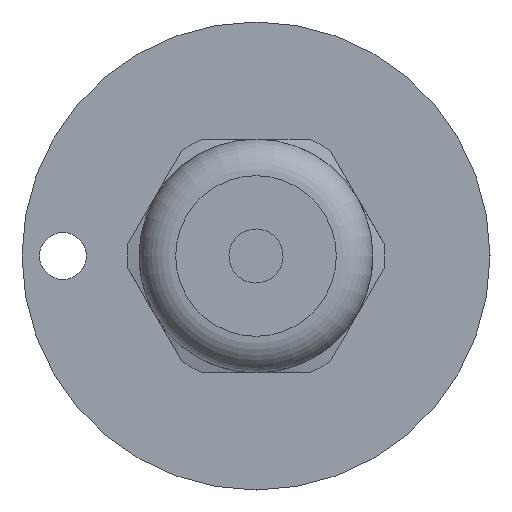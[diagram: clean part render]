
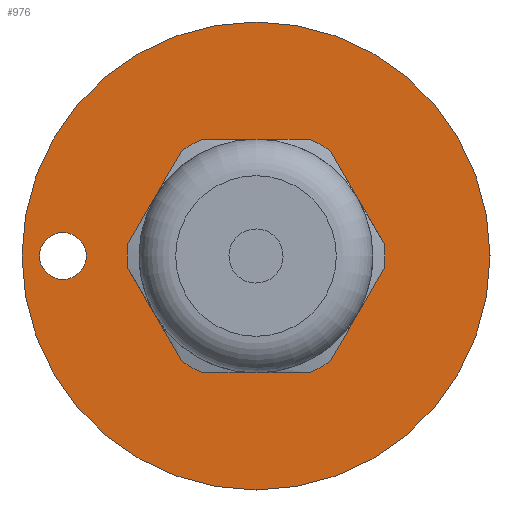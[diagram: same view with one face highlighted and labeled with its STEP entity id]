
A CAD part, left-side view. The second image highlights one B-rep face of the part: STEP entity #976.
In plain terms, the highlighted planar face has unit normal (-1, 0, 0).
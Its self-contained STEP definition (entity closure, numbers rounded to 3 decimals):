
#332 = EDGE_CURVE ( 'NONE', #1030, #1030, #1115, .T. ) ;
#395 = ORIENTED_EDGE ( 'NONE', *, *, #2811, .F. ) ;
#500 = AXIS2_PLACEMENT_3D ( 'NONE', #1335, #2252, #2467 ) ;
#564 = AXIS2_PLACEMENT_3D ( 'NONE', #1380, #1651, #2051 ) ;
#694 = PLANE ( 'NONE',  #855 ) ;
#834 = CARTESIAN_POINT ( 'NONE',  ( 0., 16., 0. ) ) ;
#855 = AXIS2_PLACEMENT_3D ( 'NONE', #1112, #2486, #917 ) ;
#917 = DIRECTION ( 'NONE',  ( 0., 1., 0. ) ) ;
#976 = ADVANCED_FACE ( 'NONE', ( #1338, #2892 ), #694, .F. ) ;
#1023 = EDGE_LOOP ( 'NONE', ( #2656 ) ) ;
#1030 = VERTEX_POINT ( 'NONE', #834 ) ;
#1087 = CARTESIAN_POINT ( 'NONE',  ( 0., 13.2, 1.6 ) ) ;
#1112 = CARTESIAN_POINT ( 'NONE',  ( 0., 0., 0. ) ) ;
#1115 = CIRCLE ( 'NONE', #500, 16. ) ;
#1335 = CARTESIAN_POINT ( 'NONE',  ( 0., 0., 0. ) ) ;
#1338 = FACE_BOUND ( 'NONE', #2418, .T. ) ;
#1380 = CARTESIAN_POINT ( 'NONE',  ( 0., 13.2, 0. ) ) ;
#1651 = DIRECTION ( 'NONE',  ( -1., 0., 0. ) ) ;
#2051 = DIRECTION ( 'NONE',  ( 0., 0., 1. ) ) ;
#2252 = DIRECTION ( 'NONE',  ( 1., 0., 0. ) ) ;
#2418 = EDGE_LOOP ( 'NONE', ( #395 ) ) ;
#2467 = DIRECTION ( 'NONE',  ( 0., 1., 0. ) ) ;
#2486 = DIRECTION ( 'NONE',  ( 1., 0., 0. ) ) ;
#2649 = VERTEX_POINT ( 'NONE', #1087 ) ;
#2656 = ORIENTED_EDGE ( 'NONE', *, *, #332, .F. ) ;
#2802 = CIRCLE ( 'NONE', #564, 1.6 ) ;
#2811 = EDGE_CURVE ( 'NONE', #2649, #2649, #2802, .T. ) ;
#2892 = FACE_OUTER_BOUND ( 'NONE', #1023, .T. ) ;
